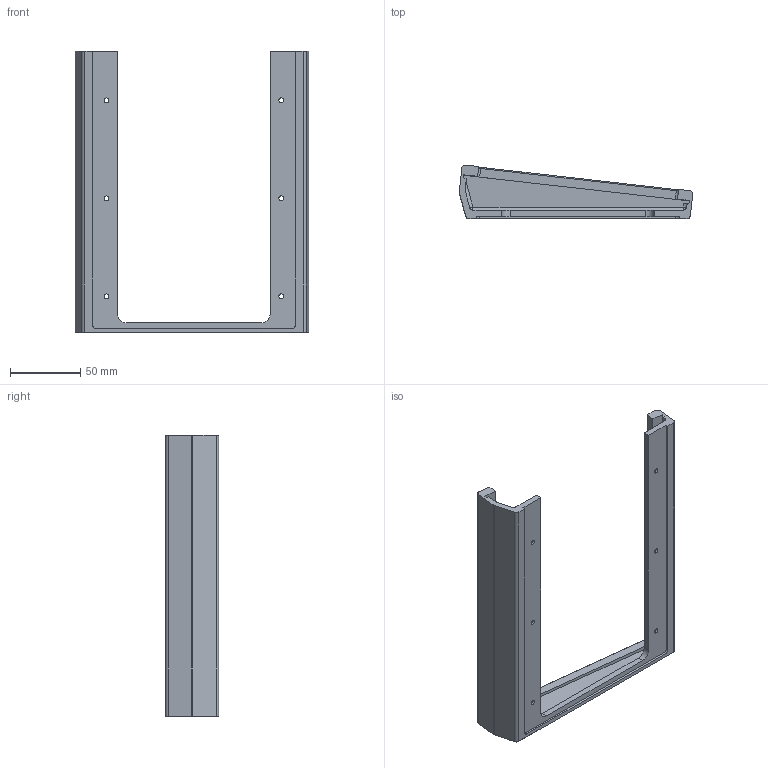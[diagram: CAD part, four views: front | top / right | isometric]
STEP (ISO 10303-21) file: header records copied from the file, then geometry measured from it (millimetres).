
FILE_DESCRIPTION(/* description */ ('Alibre Inc.'),/* implementation_level */ '2;1');
FILE_NAME(/* name */ 'export-02C99115-BA9D-423E-B53E-1CBE4D80E382',/* time_stamp */ '2026-01-10T13:25:58-05:00',/* author */ (''),/* organization */ (''),/* preprocessor_version */ 'ST-DEVELOPER v17',/* originating_system */ 'Alibre',/* authorisation */ '');
FILE_SCHEMA (('CONFIG_CONTROL_DESIGN'));
Length unit declared in the file: millimetre
Bounding box: 166.85 x 38.08 x 201 mm (x, y, z)
Volume: 121040.8 mm3; surface area: 61737.1 mm2
Topology: 1 solids, 1 shells, 141 faces, 369 edges, 234 vertices
Faces by surface type: plane 79, cylinder 44, cone 10, torus 6, sphere 2
Full cylindrical faces by diameter (mm): 3.4 x11, 6.2 x5
Entity records: 4145 total; most frequent: CARTESIAN_POINT 703, ORIENTED_EDGE 680, DIRECTION 630, EDGE_CURVE 340, AXIS2_PLACEMENT_3D 238, VECTOR 237, LINE 237, VERTEX_POINT 228
